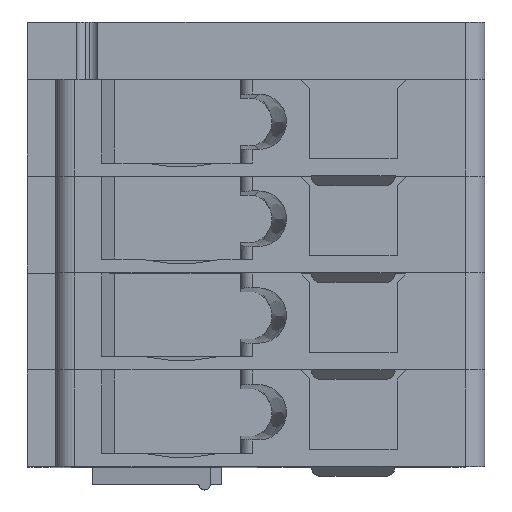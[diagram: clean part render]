
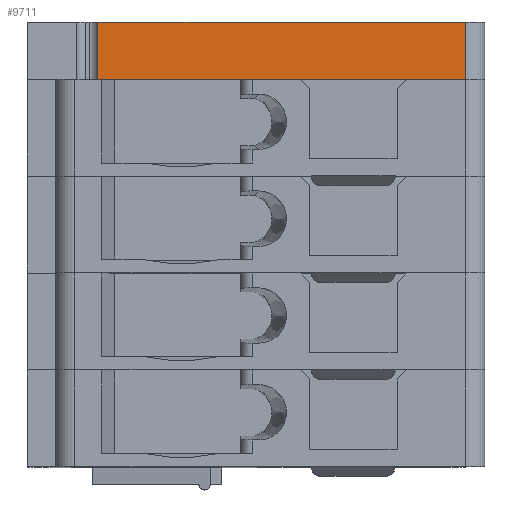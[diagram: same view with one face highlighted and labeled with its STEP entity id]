
A CAD part, top view. The second image highlights one B-rep face of the part: STEP entity #9711.
In plain terms, the highlighted planar face has unit normal (0, 0, 1).
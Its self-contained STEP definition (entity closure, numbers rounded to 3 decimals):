
#255=PLANE('',#10430);
#2307=ORIENTED_EDGE('',*,*,#3854,.F.);
#2308=ORIENTED_EDGE('',*,*,#4508,.F.);
#2309=ORIENTED_EDGE('',*,*,#4509,.T.);
#2310=ORIENTED_EDGE('',*,*,#4510,.T.);
#3854=EDGE_CURVE('',#5228,#5229,#6098,.T.);
#4508=EDGE_CURVE('',#5661,#5228,#6645,.T.);
#4509=EDGE_CURVE('',#5661,#5662,#6646,.T.);
#4510=EDGE_CURVE('',#5662,#5229,#6647,.T.);
#5228=VERTEX_POINT('',#14212);
#5229=VERTEX_POINT('',#14214);
#5661=VERTEX_POINT('',#15628);
#5662=VERTEX_POINT('',#15632);
#6098=LINE('',#14213,#7242);
#6645=LINE('',#15629,#7789);
#6646=LINE('',#15631,#7790);
#6647=LINE('',#15633,#7791);
#7242=VECTOR('',#11258,1000.);
#7789=VECTOR('',#12453,1000.);
#7790=VECTOR('',#12456,1000.);
#7791=VECTOR('',#12457,1000.);
#8452=EDGE_LOOP('',(#2307,#2308,#2309,#2310));
#9049=FACE_BOUND('',#8452,.T.);
#9711=ADVANCED_FACE('',(#9049),#255,.T.);
#10430=AXIS2_PLACEMENT_3D('',#15630,#12454,#12455);
#11258=DIRECTION('',(-1.,0.,0.));
#12453=DIRECTION('',(0.,-1.,0.));
#12454=DIRECTION('',(0.,0.,1.));
#12455=DIRECTION('',(1.,0.,0.));
#12456=DIRECTION('',(-1.,0.,0.));
#12457=DIRECTION('',(0.,-1.,0.));
#14212=CARTESIAN_POINT('',(5.5,10.164,8.625));
#14213=CARTESIAN_POINT('',(5.5,10.164,8.625));
#14214=CARTESIAN_POINT('',(-4.15,10.164,8.625));
#15628=CARTESIAN_POINT('',(5.5,11.664,8.625));
#15629=CARTESIAN_POINT('',(5.5,11.664,8.625));
#15630=CARTESIAN_POINT('',(5.5,11.664,8.625));
#15631=CARTESIAN_POINT('',(5.5,11.664,8.625));
#15632=CARTESIAN_POINT('',(-4.15,11.664,8.625));
#15633=CARTESIAN_POINT('',(-4.15,11.664,8.625));
